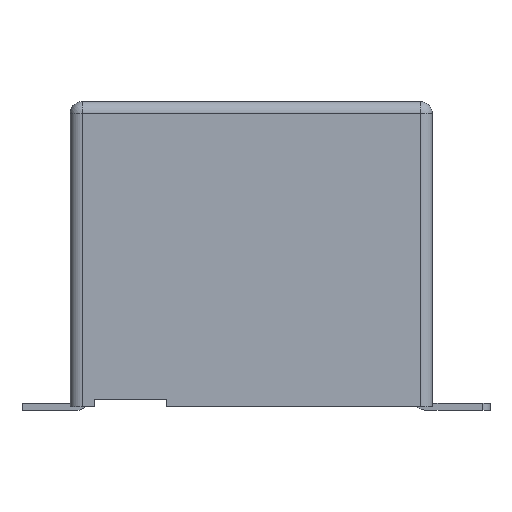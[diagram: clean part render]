
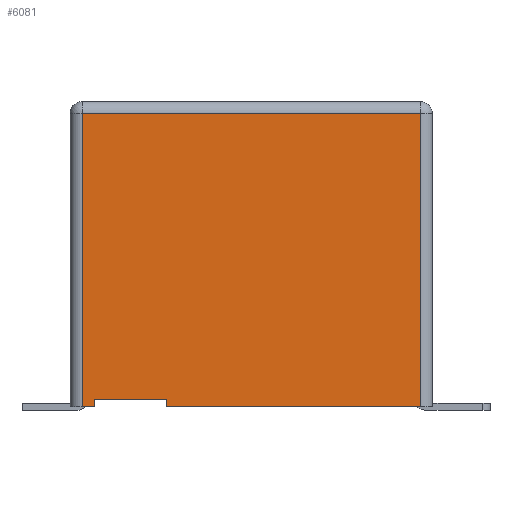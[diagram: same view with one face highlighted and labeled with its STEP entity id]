
A CAD part, front view. The second image highlights one B-rep face of the part: STEP entity #6081.
In plain terms, the highlighted planar face has unit normal (0, -1, 0).
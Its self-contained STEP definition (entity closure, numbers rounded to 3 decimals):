
#56=PLANE($,#6443);
#340=FACE_OUTER_BOUND($,#671,.T.);
#671=EDGE_LOOP($,(#4291,#4292,#4293,#4294,#4295,#4296,#4297,#4298));
#1156=LINE($,#8637,#1971);
#1157=LINE($,#8639,#1972);
#1158=LINE($,#8641,#1973);
#1159=LINE($,#8643,#1974);
#1160=LINE($,#8645,#1975);
#1161=LINE($,#8647,#1976);
#1162=LINE($,#8649,#1977);
#1163=LINE($,#8650,#1978);
#1971=VECTOR($,#6936,12.2);
#1972=VECTOR($,#6937,0.5);
#1973=VECTOR($,#6938,0.3);
#1974=VECTOR($,#6939,3.);
#1975=VECTOR($,#6940,0.3);
#1976=VECTOR($,#6941,10.58);
#1977=VECTOR($,#6942,12.2);
#1978=VECTOR($,#6943,14.08);
#2782=VERTEX_POINT($,#8635);
#2783=VERTEX_POINT($,#8636);
#2784=VERTEX_POINT($,#8638);
#2785=VERTEX_POINT($,#8640);
#2786=VERTEX_POINT($,#8642);
#2787=VERTEX_POINT($,#8644);
#2788=VERTEX_POINT($,#8646);
#2789=VERTEX_POINT($,#8648);
#3382=EDGE_CURVE($,#2782,#2783,#1156,.T.);
#3383=EDGE_CURVE($,#2784,#2783,#1157,.T.);
#3384=EDGE_CURVE($,#2785,#2784,#1158,.T.);
#3385=EDGE_CURVE($,#2786,#2785,#1159,.T.);
#3386=EDGE_CURVE($,#2787,#2786,#1160,.T.);
#3387=EDGE_CURVE($,#2788,#2787,#1161,.T.);
#3388=EDGE_CURVE($,#2788,#2789,#1162,.T.);
#3389=EDGE_CURVE($,#2789,#2782,#1163,.T.);
#4291=ORIENTED_EDGE($,*,*,#3382,.T.);
#4292=ORIENTED_EDGE($,*,*,#3383,.F.);
#4293=ORIENTED_EDGE($,*,*,#3384,.F.);
#4294=ORIENTED_EDGE($,*,*,#3385,.F.);
#4295=ORIENTED_EDGE($,*,*,#3386,.F.);
#4296=ORIENTED_EDGE($,*,*,#3387,.F.);
#4297=ORIENTED_EDGE($,*,*,#3388,.T.);
#4298=ORIENTED_EDGE($,*,*,#3389,.T.);
#6081=ADVANCED_FACE($,(#340),#56,.F.);
#6443=AXIS2_PLACEMENT_3D($,#8634,#6934,#6935);
#6934=DIRECTION('center_axis',(0.,1.,0.));
#6935=DIRECTION('ref_axis',(-1.,0.,0.));
#6936=DIRECTION($,(0.,0.,-1.));
#6937=DIRECTION($,(-1.,0.,0.));
#6938=DIRECTION($,(0.,0.,-1.));
#6939=DIRECTION($,(-1.,0.,0.));
#6940=DIRECTION($,(0.,0.,1.));
#6941=DIRECTION($,(-1.,0.,0.));
#6942=DIRECTION($,(0.,0.,1.));
#6943=DIRECTION($,(-1.,0.,0.));
#8634=CARTESIAN_POINT('Origin',(0.,-6.605,6.5));
#8635=CARTESIAN_POINT('',(-7.04,-6.605,12.35));
#8636=CARTESIAN_POINT('',(-7.04,-6.605,0.15));
#8637=CARTESIAN_POINT($,(-7.04,-6.605,12.35));
#8638=CARTESIAN_POINT('',(-6.54,-6.605,0.15));
#8639=CARTESIAN_POINT($,(-6.54,-6.605,0.15));
#8640=CARTESIAN_POINT('',(-6.54,-6.605,0.45));
#8641=CARTESIAN_POINT($,(-6.54,-6.605,0.45));
#8642=CARTESIAN_POINT('',(-3.54,-6.605,0.45));
#8643=CARTESIAN_POINT($,(-3.54,-6.605,0.45));
#8644=CARTESIAN_POINT('',(-3.54,-6.605,0.15));
#8645=CARTESIAN_POINT($,(-3.54,-6.605,0.15));
#8646=CARTESIAN_POINT('',(7.04,-6.605,0.15));
#8647=CARTESIAN_POINT($,(7.04,-6.605,0.15));
#8648=CARTESIAN_POINT('',(7.04,-6.605,12.35));
#8649=CARTESIAN_POINT($,(7.04,-6.605,0.15));
#8650=CARTESIAN_POINT($,(7.04,-6.605,12.35));
